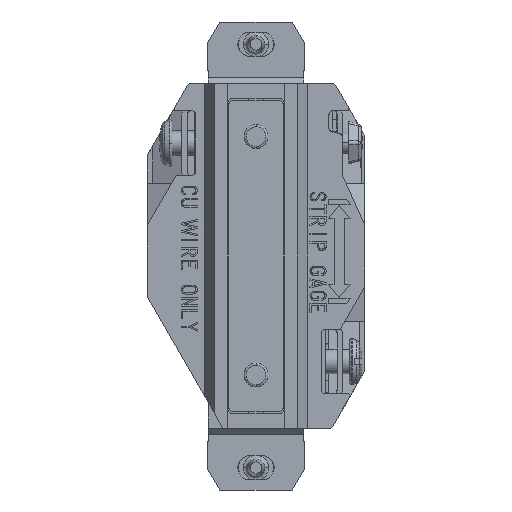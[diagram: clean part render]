
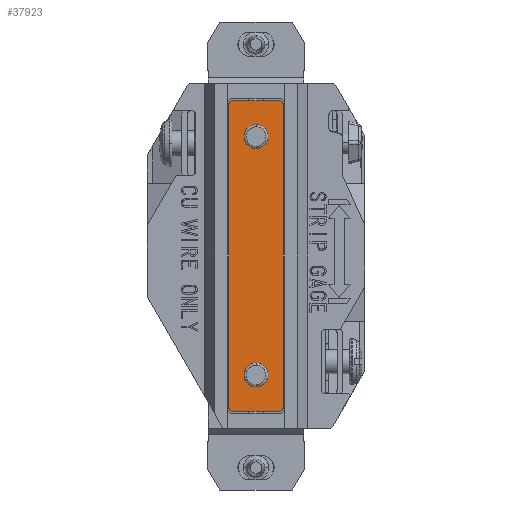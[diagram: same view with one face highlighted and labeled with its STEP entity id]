
A CAD part, front view. The second image highlights one B-rep face of the part: STEP entity #37923.
In plain terms, the highlighted planar face has unit normal (0, -1, 0).
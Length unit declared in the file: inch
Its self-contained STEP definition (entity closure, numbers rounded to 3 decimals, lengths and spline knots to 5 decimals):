
#446 = DIRECTION ( 'NONE',  ( 0., 1., 0. ) ) ;
#482 = VECTOR ( 'NONE', #49292, 39.37008 ) ;
#1180 = DIRECTION ( 'NONE',  ( 0., 1., 0. ) ) ;
#2579 = CARTESIAN_POINT ( 'NONE',  ( -0.2536, -0.111, 1.06326 ) ) ;
#2586 = DIRECTION ( 'NONE',  ( 0., 0., 1. ) ) ;
#3256 = ORIENTED_EDGE ( 'NONE', *, *, #13700, .F. ) ;
#3976 = DIRECTION ( 'NONE',  ( 0., -1., 0. ) ) ;
#4547 = DIRECTION ( 'NONE',  ( 0., 0., 1. ) ) ;
#4590 = CARTESIAN_POINT ( 'NONE',  ( -0.2536, -0.111, -1.31174 ) ) ;
#4637 = DIRECTION ( 'NONE',  ( 0., -1., 0. ) ) ;
#4962 = AXIS2_PLACEMENT_3D ( 'NONE', #48846, #24644, #4547 ) ;
#5254 = CARTESIAN_POINT ( 'NONE',  ( -0.4641, -0.111, -1.31174 ) ) ;
#5934 = VERTEX_POINT ( 'NONE', #34931 ) ;
#7448 = EDGE_CURVE ( 'NONE', #36316, #39881, #47270, .T. ) ;
#9060 = EDGE_CURVE ( 'NONE', #16369, #5934, #42967, .T. ) ;
#9073 = CARTESIAN_POINT ( 'NONE',  ( -0.2846, -0.111, -1.31174 ) ) ;
#9124 = CARTESIAN_POINT ( 'NONE',  ( -0.2846, -0.111, 1.09426 ) ) ;
#9271 = ORIENTED_EDGE ( 'NONE', *, *, #30631, .F. ) ;
#9467 = FACE_BOUND ( 'NONE', #48661, .T. ) ;
#9764 = EDGE_CURVE ( 'NONE', #46485, #32391, #13122, .T. ) ;
#9765 = CARTESIAN_POINT ( 'NONE',  ( -0.6436, -0.111, 1.09426 ) ) ;
#10444 = CIRCLE ( 'NONE', #43170, 0.031 ) ;
#11129 = CARTESIAN_POINT ( 'NONE',  ( -0.6436, -0.111, -1.31174 ) ) ;
#11614 = VERTEX_POINT ( 'NONE', #32265 ) ;
#12019 = EDGE_CURVE ( 'NONE', #11614, #45788, #16308, .T. ) ;
#12065 = EDGE_LOOP ( 'NONE', ( #18025, #9271, #13685, #32991, #21566, #40901, #47671, #13937 ) ) ;
#12123 = CARTESIAN_POINT ( 'NONE',  ( -0.4641, -0.111, 0.72379 ) ) ;
#13122 = LINE ( 'NONE', #21389, #482 ) ;
#13233 = AXIS2_PLACEMENT_3D ( 'NONE', #17017, #446, #49186 ) ;
#13685 = ORIENTED_EDGE ( 'NONE', *, *, #50104, .F. ) ;
#13700 = EDGE_CURVE ( 'NONE', #49771, #14177, #27291, .T. ) ;
#13937 = ORIENTED_EDGE ( 'NONE', *, *, #20603, .F. ) ;
#14177 = VERTEX_POINT ( 'NONE', #18745 ) ;
#14398 = CARTESIAN_POINT ( 'NONE',  ( -0.2846, -0.111, -1.28074 ) ) ;
#14765 = CARTESIAN_POINT ( 'NONE',  ( -0.4641, -0.111, -1.12274 ) ) ;
#15948 = DIRECTION ( 'NONE',  ( 0., -1., 0. ) ) ;
#16308 = CIRCLE ( 'NONE', #30796, 0.031 ) ;
#16369 = VERTEX_POINT ( 'NONE', #27107 ) ;
#16457 = DIRECTION ( 'NONE',  ( 0., 0., 1. ) ) ;
#17017 = CARTESIAN_POINT ( 'NONE',  ( -0.2846, -0.111, 1.06326 ) ) ;
#17615 = LINE ( 'NONE', #4590, #51174 ) ;
#18025 = ORIENTED_EDGE ( 'NONE', *, *, #12019, .F. ) ;
#18111 = AXIS2_PLACEMENT_3D ( 'NONE', #40859, #3976, #16457 ) ;
#18404 = DIRECTION ( 'NONE',  ( -1., 0., 0. ) ) ;
#18745 = CARTESIAN_POINT ( 'NONE',  ( -0.4641, -0.111, -0.93774 ) ) ;
#19345 = CARTESIAN_POINT ( 'NONE',  ( -0.4641, -0.111, 0.81629 ) ) ;
#20035 = DIRECTION ( 'NONE',  ( 0., 0., 1. ) ) ;
#20587 = PLANE ( 'NONE',  #4962 ) ;
#20603 = EDGE_CURVE ( 'NONE', #45788, #36143, #38608, .T. ) ;
#21389 = CARTESIAN_POINT ( 'NONE',  ( -0.4641, -0.111, 1.09426 ) ) ;
#21566 = ORIENTED_EDGE ( 'NONE', *, *, #32417, .F. ) ;
#21657 = ORIENTED_EDGE ( 'NONE', *, *, #44213, .F. ) ;
#21681 = DIRECTION ( 'NONE',  ( 0., 0., 1. ) ) ;
#21793 = DIRECTION ( 'NONE',  ( 0., 0., 1. ) ) ;
#23251 = DIRECTION ( 'NONE',  ( 0., 1., 0. ) ) ;
#23447 = AXIS2_PLACEMENT_3D ( 'NONE', #44847, #4637, #31967 ) ;
#23906 = EDGE_CURVE ( 'NONE', #39881, #36316, #32523, .T. ) ;
#24644 = DIRECTION ( 'NONE',  ( 0., 1., 0. ) ) ;
#27107 = CARTESIAN_POINT ( 'NONE',  ( -0.6746, -0.111, -1.28074 ) ) ;
#27291 = CIRCLE ( 'NONE', #23447, 0.0925 ) ;
#27595 = CARTESIAN_POINT ( 'NONE',  ( -0.6746, -0.111, -1.31174 ) ) ;
#29441 = CARTESIAN_POINT ( 'NONE',  ( -0.4641, -0.111, -1.03024 ) ) ;
#29912 = CARTESIAN_POINT ( 'NONE',  ( -0.6436, -0.111, -1.28074 ) ) ;
#30631 = EDGE_CURVE ( 'NONE', #32609, #11614, #17615, .T. ) ;
#30796 = AXIS2_PLACEMENT_3D ( 'NONE', #14398, #23251, #2586 ) ;
#31895 = EDGE_LOOP ( 'NONE', ( #21657, #3256 ) ) ;
#31967 = DIRECTION ( 'NONE',  ( 0., 0., 1. ) ) ;
#32265 = CARTESIAN_POINT ( 'NONE',  ( -0.2536, -0.111, -1.28074 ) ) ;
#32391 = VERTEX_POINT ( 'NONE', #9124 ) ;
#32417 = EDGE_CURVE ( 'NONE', #5934, #46485, #10444, .T. ) ;
#32523 = CIRCLE ( 'NONE', #41003, 0.0925 ) ;
#32609 = VERTEX_POINT ( 'NONE', #2579 ) ;
#32991 = ORIENTED_EDGE ( 'NONE', *, *, #9764, .F. ) ;
#33017 = ORIENTED_EDGE ( 'NONE', *, *, #7448, .F. ) ;
#33259 = ORIENTED_EDGE ( 'NONE', *, *, #23906, .F. ) ;
#34799 = VECTOR ( 'NONE', #39637, 39.37008 ) ;
#34931 = CARTESIAN_POINT ( 'NONE',  ( -0.6746, -0.111, 1.06326 ) ) ;
#36143 = VERTEX_POINT ( 'NONE', #11129 ) ;
#36316 = VERTEX_POINT ( 'NONE', #44265 ) ;
#36963 = CIRCLE ( 'NONE', #43927, 0.031 ) ;
#37101 = CIRCLE ( 'NONE', #42597, 0.0925 ) ;
#37923 = ADVANCED_FACE ( 'NONE', ( #49919, #9467, #48629 ), #20587, .F. ) ;
#38268 = DIRECTION ( 'NONE',  ( 0., 1., 0. ) ) ;
#38608 = LINE ( 'NONE', #5254, #50613 ) ;
#39637 = DIRECTION ( 'NONE',  ( 0., 0., 1. ) ) ;
#39881 = VERTEX_POINT ( 'NONE', #12123 ) ;
#40066 = EDGE_CURVE ( 'NONE', #36143, #16369, #36963, .T. ) ;
#40859 = CARTESIAN_POINT ( 'NONE',  ( -0.4641, -0.111, 0.81629 ) ) ;
#40901 = ORIENTED_EDGE ( 'NONE', *, *, #9060, .F. ) ;
#41003 = AXIS2_PLACEMENT_3D ( 'NONE', #19345, #15948, #20035 ) ;
#41086 = DIRECTION ( 'NONE',  ( 0., 0., 1. ) ) ;
#42597 = AXIS2_PLACEMENT_3D ( 'NONE', #29441, #50124, #21681 ) ;
#42967 = LINE ( 'NONE', #27595, #34799 ) ;
#43170 = AXIS2_PLACEMENT_3D ( 'NONE', #49572, #1180, #41086 ) ;
#43927 = AXIS2_PLACEMENT_3D ( 'NONE', #29912, #38268, #21793 ) ;
#44213 = EDGE_CURVE ( 'NONE', #14177, #49771, #37101, .T. ) ;
#44265 = CARTESIAN_POINT ( 'NONE',  ( -0.4641, -0.111, 0.90879 ) ) ;
#44847 = CARTESIAN_POINT ( 'NONE',  ( -0.4641, -0.111, -1.03024 ) ) ;
#45788 = VERTEX_POINT ( 'NONE', #9073 ) ;
#46485 = VERTEX_POINT ( 'NONE', #9765 ) ;
#47270 = CIRCLE ( 'NONE', #18111, 0.0925 ) ;
#47671 = ORIENTED_EDGE ( 'NONE', *, *, #40066, .F. ) ;
#48535 = DIRECTION ( 'NONE',  ( 0., 0., -1. ) ) ;
#48629 = FACE_BOUND ( 'NONE', #31895, .T. ) ;
#48661 = EDGE_LOOP ( 'NONE', ( #33017, #33259 ) ) ;
#48846 = CARTESIAN_POINT ( 'NONE',  ( -0.4641, -0.111, -1.31174 ) ) ;
#49186 = DIRECTION ( 'NONE',  ( 0., 0., 1. ) ) ;
#49292 = DIRECTION ( 'NONE',  ( 1., 0., 0. ) ) ;
#49572 = CARTESIAN_POINT ( 'NONE',  ( -0.6436, -0.111, 1.06326 ) ) ;
#49771 = VERTEX_POINT ( 'NONE', #14765 ) ;
#49919 = FACE_OUTER_BOUND ( 'NONE', #12065, .T. ) ;
#50104 = EDGE_CURVE ( 'NONE', #32391, #32609, #50571, .T. ) ;
#50124 = DIRECTION ( 'NONE',  ( 0., -1., 0. ) ) ;
#50571 = CIRCLE ( 'NONE', #13233, 0.031 ) ;
#50613 = VECTOR ( 'NONE', #18404, 39.37008 ) ;
#51174 = VECTOR ( 'NONE', #48535, 39.37008 ) ;
